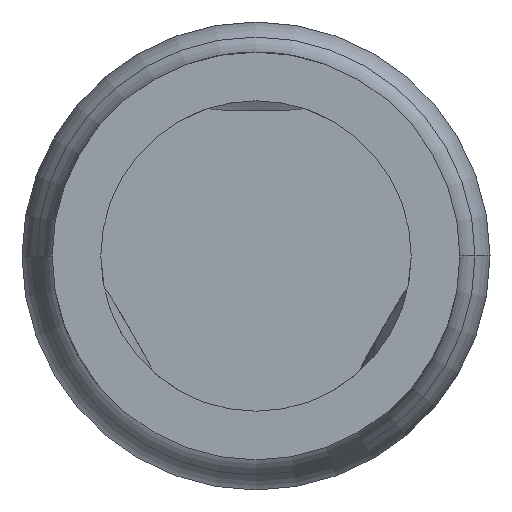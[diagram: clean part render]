
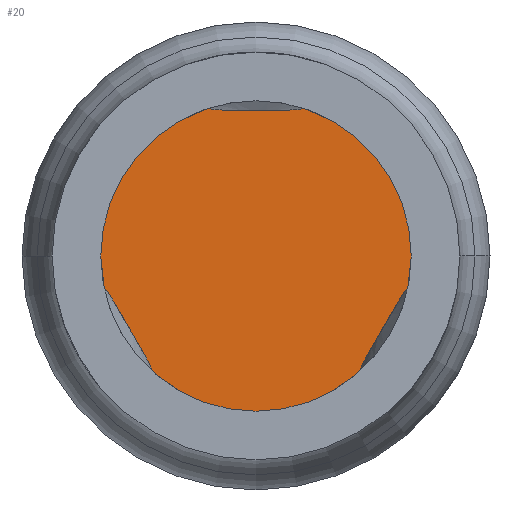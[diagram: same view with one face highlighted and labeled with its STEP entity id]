
A CAD part, front view. The second image highlights one B-rep face of the part: STEP entity #20.
In plain terms, the highlighted planar face has unit normal (0, -1, 0).
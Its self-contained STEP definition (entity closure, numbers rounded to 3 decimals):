
#20 = ADVANCED_FACE ( 'Defeature ausgef�hrt1_42', ( #2276 ), #2098, .F. ) ;
#234 = EDGE_CURVE ( 'Defeature ausgef�hrt1_0+Defeature ausgef�hrt1_42+Defeature ausgef�hrt1_42+Defeature ausgef�hrt1_42', #655, #1120, #3591, .T. ) ;
#655 = VERTEX_POINT ( 'NONE', #5470 ) ;
#683 = EDGE_LOOP ( 'NONE', ( #4150, #2897 ) ) ;
#799 = DIRECTION ( 'NONE',  ( -1., 0., 0. ) ) ;
#1120 = VERTEX_POINT ( 'NONE', #1350 ) ;
#1272 = CARTESIAN_POINT ( 'NONE',  ( 0., -25.3, 0. ) ) ;
#1350 = CARTESIAN_POINT ( 'NONE',  ( 0.338, -25.3, 0. ) ) ;
#1541 = CIRCLE ( 'NONE', #4953, 0.338 ) ;
#1674 = DIRECTION ( 'NONE',  ( 0., 1., 0. ) ) ;
#1951 = EDGE_CURVE ( 'Defeature ausgef�hrt1_0+Defeature ausgef�hrt1_42+Defeature ausgef�hrt1_42+Defeature ausgef�hrt1_42', #1120, #655, #1541, .T. ) ;
#2036 = CARTESIAN_POINT ( 'NONE',  ( 0., -25.3, 0. ) ) ;
#2098 = PLANE ( 'NONE',  #5099 ) ;
#2153 = DIRECTION ( 'NONE',  ( 1., 0., 0. ) ) ;
#2276 = FACE_OUTER_BOUND ( 'NONE', #683, .T. ) ;
#2897 = ORIENTED_EDGE ( 'NONE', *, *, #1951, .F. ) ;
#3379 = CARTESIAN_POINT ( 'NONE',  ( 0., -25.3, 0. ) ) ;
#3492 = DIRECTION ( 'NONE',  ( 0., 1., 0. ) ) ;
#3591 = CIRCLE ( 'NONE', #4603, 0.338 ) ;
#4150 = ORIENTED_EDGE ( 'NONE', *, *, #234, .F. ) ;
#4261 = DIRECTION ( 'NONE',  ( 0., 1., 0. ) ) ;
#4603 = AXIS2_PLACEMENT_3D ( 'NONE', #1272, #3492, #2153 ) ;
#4691 = DIRECTION ( 'NONE',  ( 1., 0., 0. ) ) ;
#4953 = AXIS2_PLACEMENT_3D ( 'NONE', #2036, #4261, #4691 ) ;
#5099 = AXIS2_PLACEMENT_3D ( 'NONE', #3379, #1674, #799 ) ;
#5470 = CARTESIAN_POINT ( 'NONE',  ( -0.338, -25.3, 0. ) ) ;
